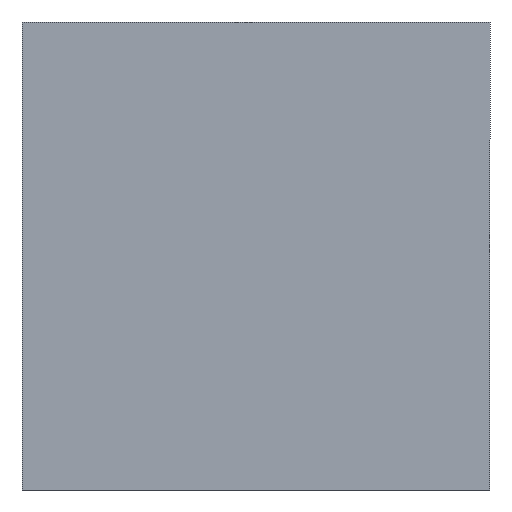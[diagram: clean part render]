
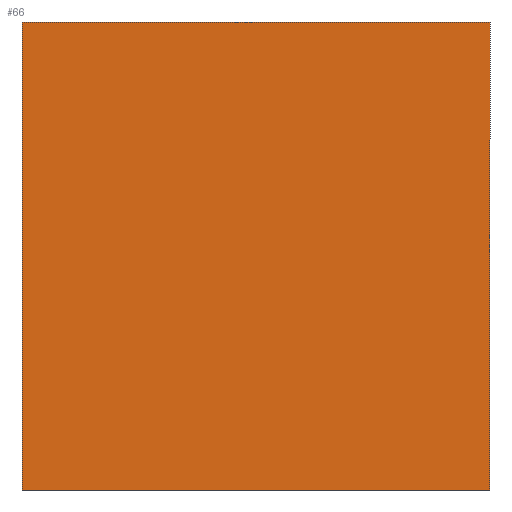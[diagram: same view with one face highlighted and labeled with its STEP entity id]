
A CAD part, front view. The second image highlights one B-rep face of the part: STEP entity #66.
In plain terms, the highlighted planar face has unit normal (0, -1, 0).
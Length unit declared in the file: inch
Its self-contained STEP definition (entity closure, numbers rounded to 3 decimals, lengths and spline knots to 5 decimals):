
#11 = PLANE ( 'NONE',  #80 ) ;
#12 = CARTESIAN_POINT ( 'NONE',  ( 0., 0., 0. ) ) ;
#13 = DIRECTION ( 'NONE',  ( 0., -1., 0. ) ) ;
#14 = DIRECTION ( 'NONE',  ( 0., 0., -1. ) ) ;
#15 = LINE ( 'NONE', #16, #158 ) ;
#16 = CARTESIAN_POINT ( 'NONE',  ( 0., 0., 0. ) ) ;
#17 = DIRECTION ( 'NONE',  ( 0., 0., 1. ) ) ;
#22 = LINE ( 'NONE', #23, #156 ) ;
#23 = CARTESIAN_POINT ( 'NONE',  ( 0., 0., -0.5 ) ) ;
#24 = DIRECTION ( 'NONE',  ( -1., 0., 0. ) ) ;
#39 = CARTESIAN_POINT ( 'NONE',  ( 0., 0., -0.5 ) ) ;
#42 = CARTESIAN_POINT ( 'NONE',  ( 0., 0., 0. ) ) ;
#43 = CARTESIAN_POINT ( 'NONE',  ( 0.5, 0., -0.5 ) ) ;
#44 = CARTESIAN_POINT ( 'NONE',  ( 0.5, 0., 0. ) ) ;
#54 = EDGE_CURVE ( 'NONE', #203, #202, #119, .T. ) ;
#58 = EDGE_CURVE ( 'NONE', #201, #203, #131, .T. ) ;
#66 = ADVANCED_FACE ( 'NONE', ( #90 ), #11, .T. ) ;
#67 = EDGE_CURVE ( 'NONE', #192, #201, #15, .T. ) ;
#69 = EDGE_CURVE ( 'NONE', #202, #192, #22, .T. ) ;
#80 = AXIS2_PLACEMENT_3D ( 'NONE', #12, #13, #14 ) ;
#85 = VECTOR ( 'NONE', #133, 39.37008 ) ;
#90 = FACE_OUTER_BOUND ( 'NONE', #181, .T. ) ;
#113 = ORIENTED_EDGE ( 'NONE', *, *, #67, .F. ) ;
#114 = ORIENTED_EDGE ( 'NONE', *, *, #69, .F. ) ;
#119 = LINE ( 'NONE', #120, #154 ) ;
#120 = CARTESIAN_POINT ( 'NONE',  ( 0.5, 0., -0.5 ) ) ;
#121 = DIRECTION ( 'NONE',  ( 0., 0., -1. ) ) ;
#131 = LINE ( 'NONE', #132, #85 ) ;
#132 = CARTESIAN_POINT ( 'NONE',  ( 0.5, 0., 0. ) ) ;
#133 = DIRECTION ( 'NONE',  ( 1., 0., 0. ) ) ;
#154 = VECTOR ( 'NONE', #121, 39.37008 ) ;
#156 = VECTOR ( 'NONE', #24, 39.37008 ) ;
#158 = VECTOR ( 'NONE', #17, 39.37008 ) ;
#181 = EDGE_LOOP ( 'NONE', ( #211, #113, #114, #210 ) ) ;
#192 = VERTEX_POINT ( 'NONE', #39 ) ;
#201 = VERTEX_POINT ( 'NONE', #42 ) ;
#202 = VERTEX_POINT ( 'NONE', #43 ) ;
#203 = VERTEX_POINT ( 'NONE', #44 ) ;
#210 = ORIENTED_EDGE ( 'NONE', *, *, #54, .F. ) ;
#211 = ORIENTED_EDGE ( 'NONE', *, *, #58, .F. ) ;
